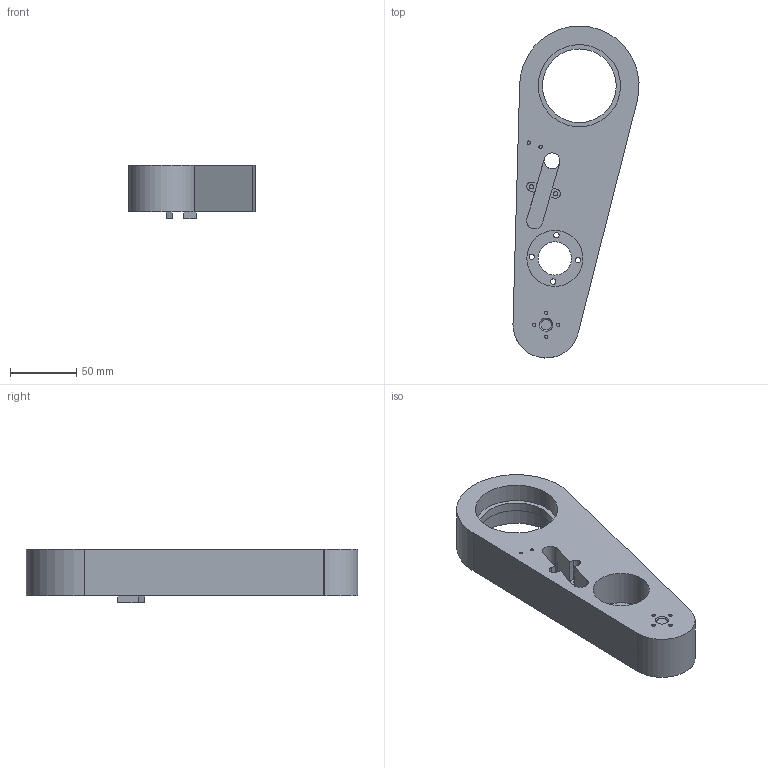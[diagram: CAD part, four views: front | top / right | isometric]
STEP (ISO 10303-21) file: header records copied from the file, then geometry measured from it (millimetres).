
FILE_DESCRIPTION (( 'STEP AP203' ), '1' );
FILE_NAME ('Oberarm_om.STEP', '2025-11-04T19:29:40', ( '' ), ( '' ), 'SwSTEP 2.0', 'SolidWorks 2024', '' );
FILE_SCHEMA (( 'CONFIG_CONTROL_DESIGN' ));
Length unit declared in the file: millimetre
Products named in the file (1): Oberarm_om
Bounding box: 94.92 x 249.98 x 40 mm (x, y, z)
Volume: 428083.7 mm3; surface area: 66447.1 mm2
Topology: 1 solids, 1 shells, 123 faces, 279 edges, 186 vertices
Faces by surface type: cylinder 74, plane 47, cone 2
Entity records: 3633 total; most frequent: DIRECTION 682, CARTESIAN_POINT 589, ORIENTED_EDGE 558, EDGE_CURVE 279, AXIS2_PLACEMENT_3D 279, VERTEX_POINT 186, EDGE_LOOP 165, CIRCLE 155
